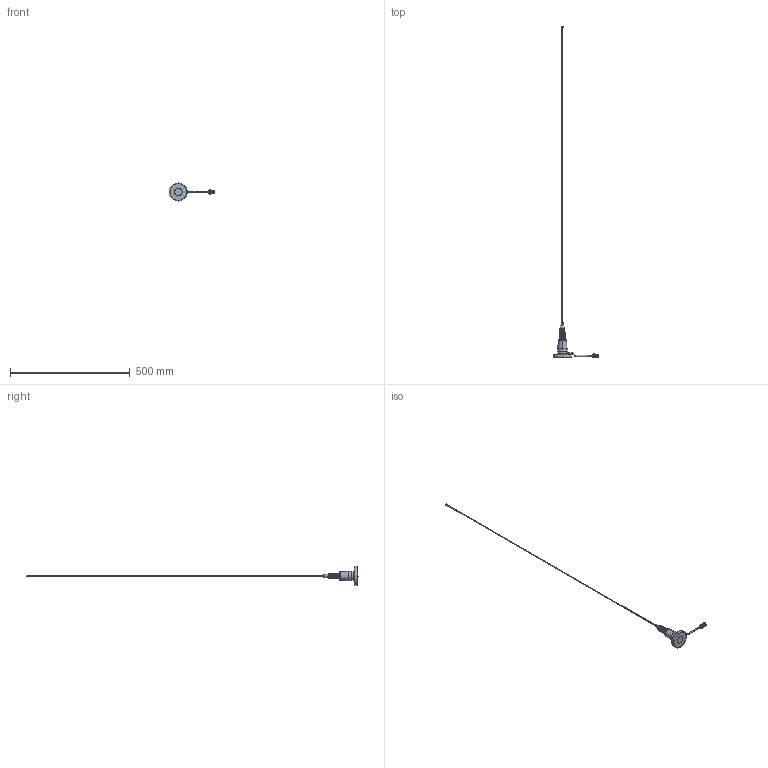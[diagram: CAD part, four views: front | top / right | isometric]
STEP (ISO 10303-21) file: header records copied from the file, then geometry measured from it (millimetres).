
FILE_DESCRIPTION (( 'STEP AP214' ), '1' );
FILE_NAME ('FMANMOB1008-NF_3D.step', '2023-03-15T17:47:38', ( '' ), ( '' ), 'SwSTEP 2.0', 'SolidWorks 2022', '' );
FILE_SCHEMA (( 'AUTOMOTIVE_DESIGN' ));
Length unit declared in the file: inch
Products named in the file (6): Copy of HeatShrink-195-2_230124^FMMA1-NFA10; Copy of NF 230124^FMMA1-NFA10; 1086 230124; FMANMOB1008-NF_3D; FMMA1-NFA10; Copy of NMO Base w Cable^FMMA1-NFA10
Assembly tree (5 placements, depth 3):
  FMANMOB1008-NF_3D
    FMMA1-NFA10
      Copy of NMO Base w Cable^FMMA1-NFA10
      Copy of HeatShrink-195-2_230124^FMMA1-NFA10
      Copy of NF 230124^FMMA1-NFA10
    1086 230124
Bounding box: 189.92 x 1384.67 x 76 mm (x, y, z)
Volume: 143236.6 mm3; surface area: 75585.8 mm2
Topology: 11 solids, 11 shells, 552 faces, 1310 edges, 785 vertices
Faces by surface type: bspline 251, cylinder 163, plane 77, cone 49, torus 10, sphere 2
Entity records: 25361 total; most frequent: CARTESIAN_POINT 13432, ORIENTED_EDGE 2592, DIRECTION 1544, EDGE_CURVE 1296, VERTEX_POINT 782, AXIS2_PLACEMENT_3D 674, EDGE_LOOP 586, ADVANCED_FACE 552
